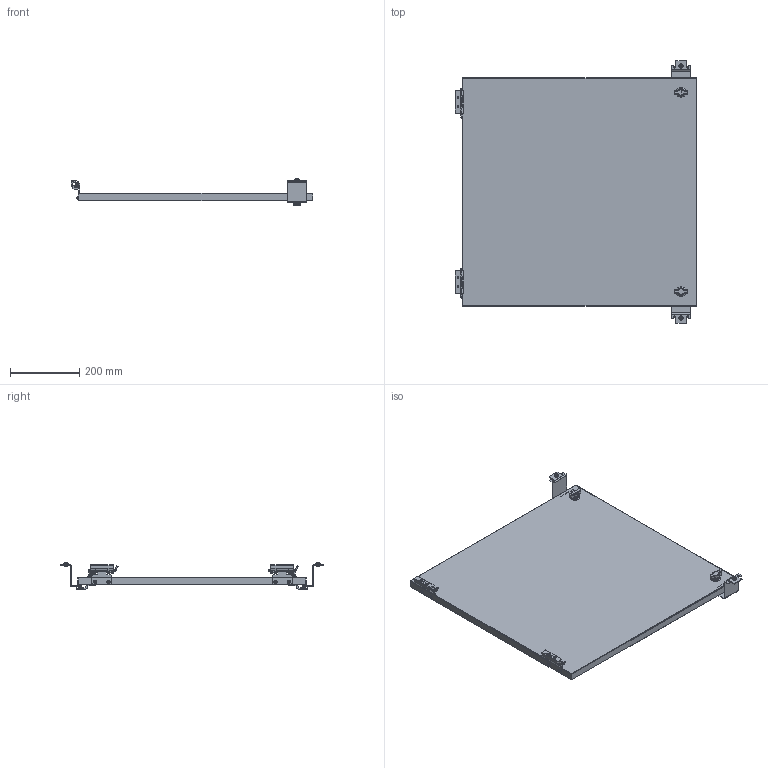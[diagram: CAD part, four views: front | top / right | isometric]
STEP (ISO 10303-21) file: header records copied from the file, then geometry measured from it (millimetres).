
FILE_DESCRIPTION (( 'STEP AP214' ), '1' );
FILE_NAME ('SCE-DF30EL30LP.STEP', '2022-07-25T20:07:22', ( '' ), ( '' ), 'SwSTEP 2.0', 'SolidWorks 2022', '' );
FILE_SCHEMA (( 'AUTOMOTIVE_DESIGN' ));
Length unit declared in the file: inch
Products named in the file (1): SCE-DF30EL30LP
Bounding box: 698.33 x 757.88 x 79.21 mm (x, y, z)
Volume: 865560.7 mm3; surface area: 1090332.1 mm2
Topology: 35 solids, 35 shells, 1243 faces, 3127 edges, 1908 vertices
Faces by surface type: plane 547, cylinder 390, bspline 152, cone 99, torus 47, sphere 8
Entity records: 42665 total; most frequent: CARTESIAN_POINT 13471, ORIENTED_EDGE 6070, DIRECTION 5818, EDGE_CURVE 3035, AXIS2_PLACEMENT_3D 2124, VERTEX_POINT 1908, VECTOR 1570, LINE 1570
